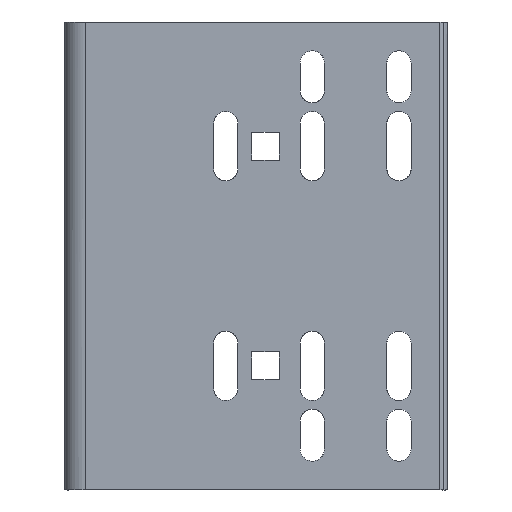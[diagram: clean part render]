
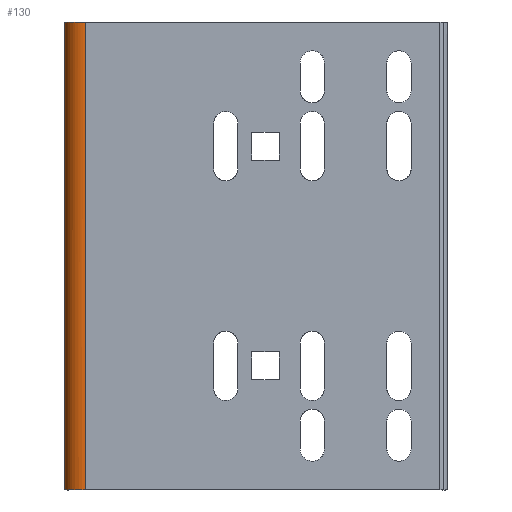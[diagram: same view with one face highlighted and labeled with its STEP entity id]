
A CAD part, left-side view. The second image highlights one B-rep face of the part: STEP entity #130.
In plain terms, the highlighted free-form (B-spline) face has degree [2, 1] with [9, 2] control points.
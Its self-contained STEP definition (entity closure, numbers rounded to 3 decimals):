
#130=ADVANCED_FACE('',(#370),#4221,.T.);
#370=FACE_OUTER_BOUND('',#692,.T.);
#692=EDGE_LOOP('',(#1404,#1405,#1406,#1407));
#1404=ORIENTED_EDGE('',*,*,#2611,.F.);
#1405=ORIENTED_EDGE('',*,*,#2614,.F.);
#1406=ORIENTED_EDGE('',*,*,#2615,.T.);
#1407=ORIENTED_EDGE('',*,*,#2616,.F.);
#2611=EDGE_CURVE('',#4097,#3927,#3636,.T.);
#2614=EDGE_CURVE('',#4096,#4097,#3137,.T.);
#2615=EDGE_CURVE('',#4096,#3928,#3138,.T.);
#2616=EDGE_CURVE('',#3927,#3928,#3139,.T.);
#3137=(
BOUNDED_CURVE()
B_SPLINE_CURVE(2,(#7830,#7831,#7832,#7833,#7834),.UNSPECIFIED.,.F.,.F.)
B_SPLINE_CURVE_WITH_KNOTS((3,2,3),(0.,9.425,18.85),
 .UNSPECIFIED.)
CURVE()
GEOMETRIC_REPRESENTATION_ITEM()
RATIONAL_B_SPLINE_CURVE((1.,0.707,1.,0.707,1.))
REPRESENTATION_ITEM('')
);
#3138=(
BOUNDED_CURVE()
B_SPLINE_CURVE(1,(#7835,#7836),.UNSPECIFIED.,.F.,.F.)
B_SPLINE_CURVE_WITH_KNOTS((2,2),(0.,135.),.UNSPECIFIED.)
CURVE()
GEOMETRIC_REPRESENTATION_ITEM()
RATIONAL_B_SPLINE_CURVE((1.,1.))
REPRESENTATION_ITEM('')
);
#3139=(
BOUNDED_CURVE()
B_SPLINE_CURVE(2,(#7837,#7838,#7839,#7840,#7841),.UNSPECIFIED.,.F.,.F.)
B_SPLINE_CURVE_WITH_KNOTS((3,2,3),(0.,9.425,18.85),
 .UNSPECIFIED.)
CURVE()
GEOMETRIC_REPRESENTATION_ITEM()
RATIONAL_B_SPLINE_CURVE((1.,0.707,1.,0.707,1.))
REPRESENTATION_ITEM('')
);
#3636=B_SPLINE_CURVE_WITH_KNOTS('',1,(#7824,#7825),.UNSPECIFIED.,.F.,.F.,
(2,2),(-135.,0.),.UNSPECIFIED.);
#3927=VERTEX_POINT('',#6813);
#3928=VERTEX_POINT('',#6814);
#4096=VERTEX_POINT('',#6982);
#4097=VERTEX_POINT('',#6983);
#4221=(
BOUNDED_SURFACE()
B_SPLINE_SURFACE(2,1,((#4844,#4845),(#4846,#4847),(#4848,#4849),(#4850,
#4851),(#4852,#4853),(#4854,#4855),(#4856,#4857),(#4858,#4859),(#4860,#4861)),
 .UNSPECIFIED.,.T.,.F.,.F.)
B_SPLINE_SURFACE_WITH_KNOTS((3,2,2,2,3),(2,2),(0.,1.571,3.142,
4.712,6.283),(0.,162.6),.UNSPECIFIED.)
GEOMETRIC_REPRESENTATION_ITEM()
RATIONAL_B_SPLINE_SURFACE(((1.,1.),(0.707,0.707),
(1.,1.),(0.707,0.707),(1.,1.),(0.707,
0.707),(1.,1.),(0.707,0.707),(1.,1.)))
REPRESENTATION_ITEM('')
SURFACE()
);
#4844=CARTESIAN_POINT('',(-244.,98.5,-81.3));
#4845=CARTESIAN_POINT('',(-244.,98.5,81.3));
#4846=CARTESIAN_POINT('',(-238.,98.5,-81.3));
#4847=CARTESIAN_POINT('',(-238.,98.5,81.3));
#4848=CARTESIAN_POINT('',(-238.,104.5,-81.3));
#4849=CARTESIAN_POINT('',(-238.,104.5,81.3));
#4850=CARTESIAN_POINT('',(-238.,110.5,-81.3));
#4851=CARTESIAN_POINT('',(-238.,110.5,81.3));
#4852=CARTESIAN_POINT('',(-244.,110.5,-81.3));
#4853=CARTESIAN_POINT('',(-244.,110.5,81.3));
#4854=CARTESIAN_POINT('',(-250.,110.5,-81.3));
#4855=CARTESIAN_POINT('',(-250.,110.5,81.3));
#4856=CARTESIAN_POINT('',(-250.,104.5,-81.3));
#4857=CARTESIAN_POINT('',(-250.,104.5,81.3));
#4858=CARTESIAN_POINT('',(-250.,98.5,-81.3));
#4859=CARTESIAN_POINT('',(-250.,98.5,81.3));
#4860=CARTESIAN_POINT('',(-244.,98.5,-81.3));
#4861=CARTESIAN_POINT('',(-244.,98.5,81.3));
#6813=CARTESIAN_POINT('',(-238.,104.5,67.5));
#6814=CARTESIAN_POINT('',(-250.,104.5,67.5));
#6982=CARTESIAN_POINT('',(-250.,104.5,-67.5));
#6983=CARTESIAN_POINT('',(-238.,104.5,-67.5));
#7824=CARTESIAN_POINT('',(-238.,104.5,-67.5));
#7825=CARTESIAN_POINT('',(-238.,104.5,67.5));
#7830=CARTESIAN_POINT('',(-250.,104.5,-67.5));
#7831=CARTESIAN_POINT('',(-250.,110.5,-67.5));
#7832=CARTESIAN_POINT('',(-244.,110.5,-67.5));
#7833=CARTESIAN_POINT('',(-238.,110.5,-67.5));
#7834=CARTESIAN_POINT('',(-238.,104.5,-67.5));
#7835=CARTESIAN_POINT('',(-250.,104.5,-67.5));
#7836=CARTESIAN_POINT('',(-250.,104.5,67.5));
#7837=CARTESIAN_POINT('',(-238.,104.5,67.5));
#7838=CARTESIAN_POINT('',(-238.,110.5,67.5));
#7839=CARTESIAN_POINT('',(-244.,110.5,67.5));
#7840=CARTESIAN_POINT('',(-250.,110.5,67.5));
#7841=CARTESIAN_POINT('',(-250.,104.5,67.5));
